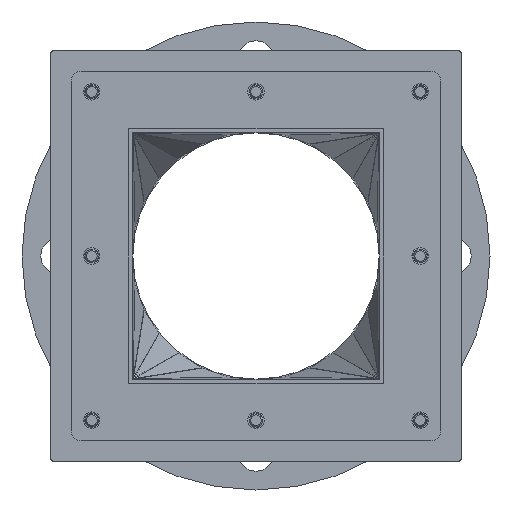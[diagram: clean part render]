
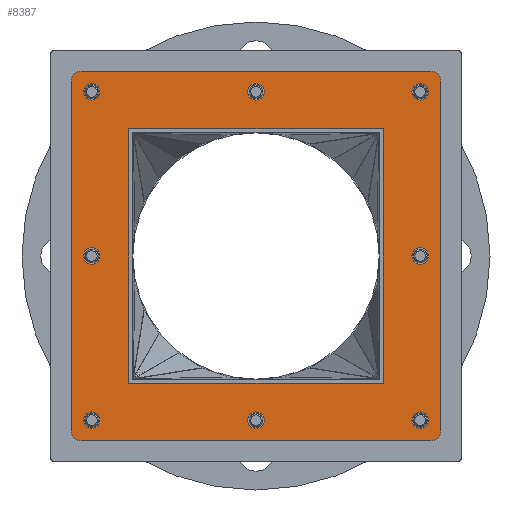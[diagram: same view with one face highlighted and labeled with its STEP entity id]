
A CAD part, front view. The second image highlights one B-rep face of the part: STEP entity #8387.
In plain terms, the highlighted planar face has unit normal (0, -1, 0).
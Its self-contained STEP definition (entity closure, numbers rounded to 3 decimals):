
#385=LINE('',#12210,#961);
#390=LINE('',#12223,#966);
#394=LINE('',#12237,#970);
#398=LINE('',#12244,#974);
#399=LINE('',#12287,#975);
#400=LINE('',#12291,#976);
#401=LINE('',#12294,#977);
#402=LINE('',#12295,#978);
#961=VECTOR('',#9944,10.);
#966=VECTOR('',#9957,10.);
#970=VECTOR('',#9969,10.);
#974=VECTOR('',#9975,10.);
#975=VECTOR('',#10026,10.);
#976=VECTOR('',#10029,10.);
#977=VECTOR('',#10032,10.);
#978=VECTOR('',#10033,10.);
#1859=FACE_BOUND('',#2680,.T.);
#1860=FACE_BOUND('',#2681,.T.);
#1861=FACE_BOUND('',#2682,.T.);
#1862=FACE_BOUND('',#2683,.T.);
#1863=FACE_BOUND('',#2684,.T.);
#1864=FACE_BOUND('',#2685,.T.);
#1865=FACE_BOUND('',#2686,.T.);
#1866=FACE_BOUND('',#2687,.T.);
#1867=FACE_BOUND('',#2688,.T.);
#2053=FACE_OUTER_BOUND('',#2679,.T.);
#2679=EDGE_LOOP('',(#5491,#5492,#5493,#5494,#5495,#5496,#5497,#5498));
#2680=EDGE_LOOP('',(#5499,#5500,#5501,#5502));
#2681=EDGE_LOOP('',(#5503));
#2682=EDGE_LOOP('',(#5504));
#2683=EDGE_LOOP('',(#5505));
#2684=EDGE_LOOP('',(#5506));
#2685=EDGE_LOOP('',(#5507));
#2686=EDGE_LOOP('',(#5508));
#2687=EDGE_LOOP('',(#5509));
#2688=EDGE_LOOP('',(#5510));
#3378=CIRCLE('',#9011,6.);
#3380=CIRCLE('',#9015,6.);
#3381=CIRCLE('',#9019,5.);
#3383=CIRCLE('',#9022,5.);
#3385=CIRCLE('',#9025,5.);
#3387=CIRCLE('',#9028,5.);
#3389=CIRCLE('',#9031,5.);
#3391=CIRCLE('',#9034,5.);
#3393=CIRCLE('',#9037,5.);
#3395=CIRCLE('',#9040,5.);
#3397=CIRCLE('',#9043,6.);
#3398=CIRCLE('',#9044,6.);
#3611=VERTEX_POINT('',#12207);
#3612=VERTEX_POINT('',#12209);
#3614=VERTEX_POINT('',#12215);
#3616=VERTEX_POINT('',#12221);
#3618=VERTEX_POINT('',#12227);
#3621=VERTEX_POINT('',#12234);
#3622=VERTEX_POINT('',#12236);
#3624=VERTEX_POINT('',#12242);
#3625=VERTEX_POINT('',#12246);
#3627=VERTEX_POINT('',#12251);
#3629=VERTEX_POINT('',#12256);
#3631=VERTEX_POINT('',#12261);
#3633=VERTEX_POINT('',#12266);
#3635=VERTEX_POINT('',#12271);
#3637=VERTEX_POINT('',#12276);
#3639=VERTEX_POINT('',#12281);
#3641=VERTEX_POINT('',#12286);
#3642=VERTEX_POINT('',#12288);
#3643=VERTEX_POINT('',#12290);
#3644=VERTEX_POINT('',#12293);
#4277=EDGE_CURVE('',#3611,#3612,#385,.T.);
#4281=EDGE_CURVE('',#3614,#3611,#3378,.T.);
#4284=EDGE_CURVE('',#3616,#3614,#390,.T.);
#4287=EDGE_CURVE('',#3618,#3616,#3380,.T.);
#4290=EDGE_CURVE('',#3622,#3621,#394,.T.);
#4294=EDGE_CURVE('',#3621,#3624,#398,.T.);
#4295=EDGE_CURVE('',#3625,#3625,#3381,.T.);
#4297=EDGE_CURVE('',#3627,#3627,#3383,.T.);
#4299=EDGE_CURVE('',#3629,#3629,#3385,.T.);
#4301=EDGE_CURVE('',#3631,#3631,#3387,.T.);
#4303=EDGE_CURVE('',#3633,#3633,#3389,.T.);
#4305=EDGE_CURVE('',#3635,#3635,#3391,.T.);
#4307=EDGE_CURVE('',#3637,#3637,#3393,.T.);
#4309=EDGE_CURVE('',#3639,#3639,#3395,.T.);
#4311=EDGE_CURVE('',#3641,#3618,#399,.T.);
#4312=EDGE_CURVE('',#3642,#3641,#3397,.T.);
#4313=EDGE_CURVE('',#3643,#3642,#400,.T.);
#4314=EDGE_CURVE('',#3612,#3643,#3398,.T.);
#4315=EDGE_CURVE('',#3624,#3644,#401,.T.);
#4316=EDGE_CURVE('',#3644,#3622,#402,.T.);
#5491=ORIENTED_EDGE('',*,*,#4287,.F.);
#5492=ORIENTED_EDGE('',*,*,#4311,.F.);
#5493=ORIENTED_EDGE('',*,*,#4312,.F.);
#5494=ORIENTED_EDGE('',*,*,#4313,.F.);
#5495=ORIENTED_EDGE('',*,*,#4314,.F.);
#5496=ORIENTED_EDGE('',*,*,#4277,.F.);
#5497=ORIENTED_EDGE('',*,*,#4281,.F.);
#5498=ORIENTED_EDGE('',*,*,#4284,.F.);
#5499=ORIENTED_EDGE('',*,*,#4294,.T.);
#5500=ORIENTED_EDGE('',*,*,#4315,.T.);
#5501=ORIENTED_EDGE('',*,*,#4316,.T.);
#5502=ORIENTED_EDGE('',*,*,#4290,.T.);
#5503=ORIENTED_EDGE('',*,*,#4295,.T.);
#5504=ORIENTED_EDGE('',*,*,#4297,.T.);
#5505=ORIENTED_EDGE('',*,*,#4299,.T.);
#5506=ORIENTED_EDGE('',*,*,#4301,.T.);
#5507=ORIENTED_EDGE('',*,*,#4303,.T.);
#5508=ORIENTED_EDGE('',*,*,#4305,.T.);
#5509=ORIENTED_EDGE('',*,*,#4307,.T.);
#5510=ORIENTED_EDGE('',*,*,#4309,.T.);
#7507=PLANE('',#9042);
#8387=ADVANCED_FACE('',(#2053,#1859,#1860,#1861,#1862,#1863,#1864,#1865,
#1866,#1867),#7507,.T.);
#9011=AXIS2_PLACEMENT_3D('',#12217,#9951,#9952);
#9015=AXIS2_PLACEMENT_3D('',#12229,#9963,#9964);
#9019=AXIS2_PLACEMENT_3D('',#12247,#9978,#9979);
#9022=AXIS2_PLACEMENT_3D('',#12252,#9984,#9985);
#9025=AXIS2_PLACEMENT_3D('',#12257,#9990,#9991);
#9028=AXIS2_PLACEMENT_3D('',#12262,#9996,#9997);
#9031=AXIS2_PLACEMENT_3D('',#12267,#10002,#10003);
#9034=AXIS2_PLACEMENT_3D('',#12272,#10008,#10009);
#9037=AXIS2_PLACEMENT_3D('',#12277,#10014,#10015);
#9040=AXIS2_PLACEMENT_3D('',#12282,#10020,#10021);
#9042=AXIS2_PLACEMENT_3D('',#12285,#10024,#10025);
#9043=AXIS2_PLACEMENT_3D('',#12289,#10027,#10028);
#9044=AXIS2_PLACEMENT_3D('',#12292,#10030,#10031);
#9944=DIRECTION('',(0.,0.,1.));
#9951=DIRECTION('center_axis',(0.,1.,0.));
#9952=DIRECTION('ref_axis',(-0.707,0.,-0.707));
#9957=DIRECTION('',(-1.,0.,0.));
#9963=DIRECTION('center_axis',(0.,1.,0.));
#9964=DIRECTION('ref_axis',(0.707,0.,-0.707));
#9969=DIRECTION('',(1.,0.,0.));
#9975=DIRECTION('',(0.,0.,-1.));
#9978=DIRECTION('center_axis',(0.,1.,0.));
#9979=DIRECTION('ref_axis',(-1.,0.,0.));
#9984=DIRECTION('center_axis',(0.,1.,0.));
#9985=DIRECTION('ref_axis',(-1.,0.,0.));
#9990=DIRECTION('center_axis',(0.,1.,0.));
#9991=DIRECTION('ref_axis',(-1.,0.,0.));
#9996=DIRECTION('center_axis',(0.,1.,0.));
#9997=DIRECTION('ref_axis',(-1.,0.,0.));
#10002=DIRECTION('center_axis',(0.,1.,0.));
#10003=DIRECTION('ref_axis',(-1.,0.,0.));
#10008=DIRECTION('center_axis',(0.,1.,0.));
#10009=DIRECTION('ref_axis',(-1.,0.,0.));
#10014=DIRECTION('center_axis',(0.,1.,0.));
#10015=DIRECTION('ref_axis',(-1.,0.,0.));
#10020=DIRECTION('center_axis',(0.,1.,0.));
#10021=DIRECTION('ref_axis',(-1.,0.,0.));
#10024=DIRECTION('center_axis',(0.,-1.,0.));
#10025=DIRECTION('ref_axis',(1.,0.,0.));
#10026=DIRECTION('',(0.,0.,-1.));
#10027=DIRECTION('center_axis',(0.,1.,0.));
#10028=DIRECTION('ref_axis',(0.707,0.,0.707));
#10029=DIRECTION('',(1.,0.,0.));
#10030=DIRECTION('center_axis',(0.,1.,0.));
#10031=DIRECTION('ref_axis',(-0.707,0.,0.707));
#10032=DIRECTION('',(-1.,0.,0.));
#10033=DIRECTION('',(0.,0.,1.));
#12207=CARTESIAN_POINT('',(-112.5,-92.,-106.5));
#12209=CARTESIAN_POINT('',(-112.5,-92.,106.5));
#12210=CARTESIAN_POINT('',(-112.5,-92.,-112.5));
#12215=CARTESIAN_POINT('',(-106.5,-92.,-112.5));
#12217=CARTESIAN_POINT('Origin',(-106.5,-92.,-106.5));
#12221=CARTESIAN_POINT('',(106.5,-92.,-112.5));
#12223=CARTESIAN_POINT('',(112.5,-92.,-112.5));
#12227=CARTESIAN_POINT('',(112.5,-92.,-106.5));
#12229=CARTESIAN_POINT('Origin',(106.5,-92.,-106.5));
#12234=CARTESIAN_POINT('',(77.5,-92.,77.5));
#12236=CARTESIAN_POINT('',(-77.5,-92.,77.5));
#12237=CARTESIAN_POINT('',(-38.75,-92.,77.5));
#12242=CARTESIAN_POINT('',(77.5,-92.,-77.5));
#12244=CARTESIAN_POINT('',(77.5,-92.,38.75));
#12246=CARTESIAN_POINT('',(105.,-92.,-100.));
#12247=CARTESIAN_POINT('Origin',(100.,-92.,-100.));
#12251=CARTESIAN_POINT('',(5.,-92.,-100.));
#12252=CARTESIAN_POINT('Origin',(0.,-92.,-100.));
#12256=CARTESIAN_POINT('',(-95.,-92.,-100.));
#12257=CARTESIAN_POINT('Origin',(-100.,-92.,-100.));
#12261=CARTESIAN_POINT('',(105.,-92.,0.));
#12262=CARTESIAN_POINT('Origin',(100.,-92.,0.));
#12266=CARTESIAN_POINT('',(-95.,-92.,0.));
#12267=CARTESIAN_POINT('Origin',(-100.,-92.,0.));
#12271=CARTESIAN_POINT('',(105.,-92.,100.));
#12272=CARTESIAN_POINT('Origin',(100.,-92.,100.));
#12276=CARTESIAN_POINT('',(5.,-92.,100.));
#12277=CARTESIAN_POINT('Origin',(0.,-92.,100.));
#12281=CARTESIAN_POINT('',(-95.,-92.,100.));
#12282=CARTESIAN_POINT('Origin',(-100.,-92.,100.));
#12285=CARTESIAN_POINT('Origin',(0.,-92.,0.));
#12286=CARTESIAN_POINT('',(112.5,-92.,106.5));
#12287=CARTESIAN_POINT('',(112.5,-92.,112.5));
#12288=CARTESIAN_POINT('',(106.5,-92.,112.5));
#12289=CARTESIAN_POINT('Origin',(106.5,-92.,106.5));
#12290=CARTESIAN_POINT('',(-106.5,-92.,112.5));
#12291=CARTESIAN_POINT('',(-112.5,-92.,112.5));
#12292=CARTESIAN_POINT('Origin',(-106.5,-92.,106.5));
#12293=CARTESIAN_POINT('',(-77.5,-92.,-77.5));
#12294=CARTESIAN_POINT('',(38.75,-92.,-77.5));
#12295=CARTESIAN_POINT('',(-77.5,-92.,-38.75));
